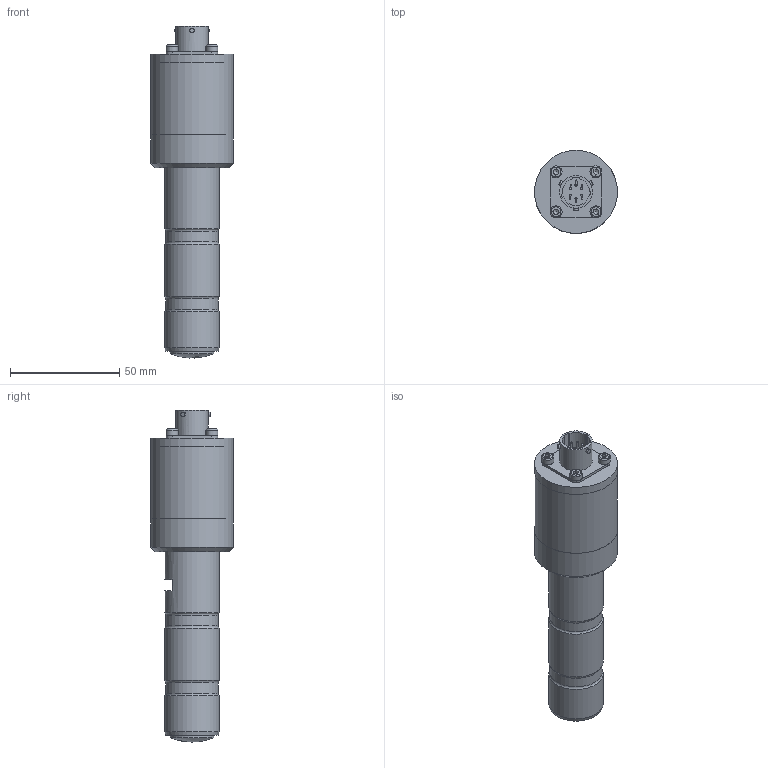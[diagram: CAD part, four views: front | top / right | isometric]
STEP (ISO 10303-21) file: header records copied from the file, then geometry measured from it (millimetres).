
FILE_DESCRIPTION (( 'STEP AP203' ), '1' );
FILE_NAME ('422-213-000-013.STEP', '2014-09-19T14:11:16', ( 'ajoy' ), ( 'Microsoft' ), 'SwSTEP 2.0', 'SolidWorks 2014', '' );
FILE_SCHEMA (( 'CONFIG_CONTROL_DESIGN' ));
Length unit declared in the file: millimetre
Products named in the file (1): 422-213-000-013
Bounding box: 38 x 38 x 152.08 mm (x, y, z)
Surface area: 17967 mm2 (no closed solid volume)
Topology: 0 solids, 10 shells, 129 faces, 461 edges, 329 vertices
Faces by surface type: plane 74, cylinder 33, torus 8, cone 7, sphere 7
Full cylindrical faces by diameter (mm): 1 x6, 2 x3, 2.1 x1, 5.5 x4, 15 x1, 20 x1, 24 x2, 25 x3, 38 x3
Entity records: 4829 total; most frequent: CARTESIAN_POINT 1275, DIRECTION 698, ORIENTED_EDGE 590, EDGE_CURVE 380, VERTEX_POINT 300, AXIS2_PLACEMENT_3D 244, VECTOR 210, LINE 210
